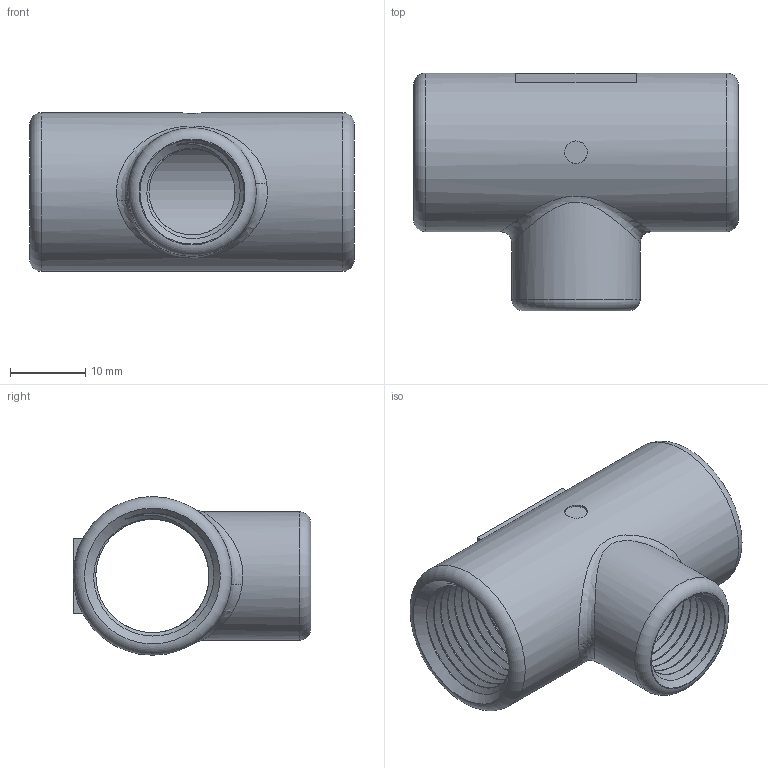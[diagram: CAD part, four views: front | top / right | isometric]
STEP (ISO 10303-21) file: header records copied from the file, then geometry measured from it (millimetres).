
FILE_DESCRIPTION(/* description */ ('Unknown'),/* implementation_level */ '2;1');
FILE_NAME(/* name */ 'dn10xdn8 -',/* time_stamp */ '2020-11-10T15:15:37+08:00',/* author */ ('Unknown'),/* organization */ ('Unknown'),/* preprocessor_version */ 'ST-DEVELOPER v16.7',/* originating_system */ 'DEX',/* authorisation */ $);
FILE_SCHEMA (('AUTOMOTIVE_DESIGN {1 0 10303 214 3 1 1}'));
Length unit declared in the file: millimetre
Products named in the file (1): dn10xdn8 -
Bounding box: 43 x 31.5 x 21 mm (x, y, z)
Volume: 7595.7 mm3; surface area: 7232.2 mm2
Topology: 1 solids, 1 shells, 64 faces, 234 edges, 172 vertices
Faces by surface type: cylinder 31, plane 15, bspline 11, cone 4, torus 3
Full cylindrical faces by diameter (mm): 3 x1, 11.4 x8, 15 x17, 17 x1, 21 x1
Entity records: 15477 total; most frequent: CARTESIAN_POINT 14245, ORIENTED_EDGE 386, EDGE_CURVE 193, VERTEX_POINT 170, DIRECTION 120, EDGE_LOOP 53, FACE_BOUND 53, AXIS2_PLACEMENT_3D 49
